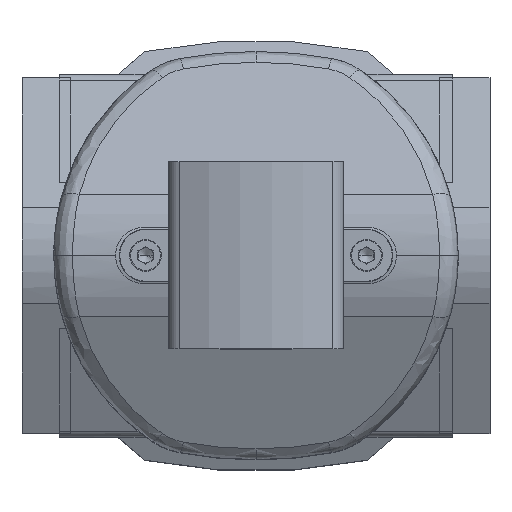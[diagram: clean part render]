
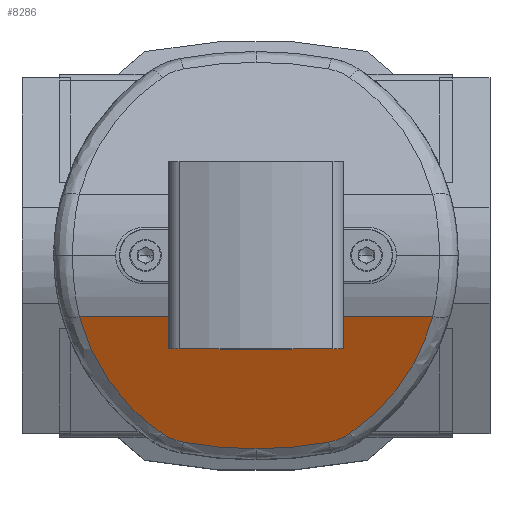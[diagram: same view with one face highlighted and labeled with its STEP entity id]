
A CAD part, top view. The second image highlights one B-rep face of the part: STEP entity #8286.
In plain terms, the highlighted face is planar.
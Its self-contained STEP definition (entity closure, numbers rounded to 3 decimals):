
#277 = LINE ( 'NONE', #10398, #15323 ) ;
#343 = DIRECTION ( 'NONE',  ( 0., 0., 1. ) ) ;
#476 = CARTESIAN_POINT ( 'NONE',  ( 49.845, -19.263, 19.372 ) ) ;
#513 = CARTESIAN_POINT ( 'NONE',  ( 16.3, -3.621, 47.196 ) ) ;
#581 = EDGE_CURVE ( 'NONE', #15085, #4479, #16796, .T. ) ;
#1418 = AXIS2_PLACEMENT_3D ( 'NONE', #6272, #16495, #7733 ) ;
#1758 = CARTESIAN_POINT ( 'NONE',  ( 49.845, -19.263, -19.372 ) ) ;
#1907 = ORIENTED_EDGE ( 'NONE', *, *, #581, .T. ) ;
#2113 = CARTESIAN_POINT ( 'NONE',  ( 49.845, -19.263, 19.372 ) ) ;
#2114 = CARTESIAN_POINT ( 'NONE',  ( 47.511, -18.175, 25.07 ) ) ;
#2307 = EDGE_CURVE ( 'NONE', #11788, #18220, #16684, .T. ) ;
#2426 = CARTESIAN_POINT ( 'NONE',  ( 47.511, -18.175, -25.07 ) ) ;
#2663 = CARTESIAN_POINT ( 'NONE',  ( 51.022, -19.812, 12.978 ) ) ;
#2974 =( BOUNDED_CURVE ( )  B_SPLINE_CURVE ( 3, ( #476, #9373, #10836, #2114 ),
 .UNSPECIFIED., .F., .F. ) 
 B_SPLINE_CURVE_WITH_KNOTS ( ( 4, 4 ),
 ( 0.182, 0.595 ),
 .UNSPECIFIED. ) 
 CURVE ( )  GEOMETRIC_REPRESENTATION_ITEM ( )  RATIONAL_B_SPLINE_CURVE ( ( 1., 0.986, 0.986, 1. ) ) 
 REPRESENTATION_ITEM ( '' )  );
#3135 = VERTEX_POINT ( 'NONE', #13613 ) ;
#4125 = CARTESIAN_POINT ( 'NONE',  ( 51.613, -20.088, 6.502 ) ) ;
#4143 = EDGE_CURVE ( 'NONE', #18220, #6155, #277, .T. ) ;
#4479 = VERTEX_POINT ( 'NONE', #12868 ) ;
#4796 = CARTESIAN_POINT ( 'NONE',  ( 29.177, -9.625, -43.797 ) ) ;
#5357 = CARTESIAN_POINT ( 'NONE',  ( 49.468, -19.087, -21.42 ) ) ;
#5594 = CARTESIAN_POINT ( 'NONE',  ( 16.3, -3.621, 47.196 ) ) ;
#6155 = VERTEX_POINT ( 'NONE', #513 ) ;
#6212 = PLANE ( 'NONE',  #1418 ) ;
#6272 = CARTESIAN_POINT ( 'NONE',  ( 16.3, -3.621, -54. ) ) ;
#6417 = EDGE_LOOP ( 'NONE', ( #12512, #1907, #13608, #12308, #12442, #14836, #15317 ) ) ;
#7089 = EDGE_CURVE ( 'NONE', #4479, #11759, #15955, .T. ) ;
#7548 = CARTESIAN_POINT ( 'NONE',  ( 51.613, -20.088, 0. ) ) ;
#7728 = CARTESIAN_POINT ( 'NONE',  ( 47.511, -18.175, -25.07 ) ) ;
#7733 = DIRECTION ( 'NONE',  ( 0.906, -0.423, 0. ) ) ;
#8286 = ADVANCED_FACE ( 'NONE', ( #18237 ), #6212, .F. ) ;
#8535 = CARTESIAN_POINT ( 'NONE',  ( 47.511, -18.175, 25.07 ) ) ;
#9153 =( BOUNDED_CURVE ( )  B_SPLINE_CURVE ( 3, ( #5594, #14332, #17291, #8535 ),
 .UNSPECIFIED., .F., .F. ) 
 B_SPLINE_CURVE_WITH_KNOTS ( ( 4, 4 ),
 ( 4.97, 5.688 ),
 .UNSPECIFIED. ) 
 CURVE ( )  GEOMETRIC_REPRESENTATION_ITEM ( )  RATIONAL_B_SPLINE_CURVE ( ( 1., 0.958, 0.958, 1. ) ) 
 REPRESENTATION_ITEM ( '' )  );
#9180 = CARTESIAN_POINT ( 'NONE',  ( 49.845, -19.263, -19.372 ) ) ;
#9373 = CARTESIAN_POINT ( 'NONE',  ( 49.468, -19.087, 21.42 ) ) ;
#10398 = CARTESIAN_POINT ( 'NONE',  ( 16.3, -3.621, -54. ) ) ;
#10500 = CARTESIAN_POINT ( 'NONE',  ( 51.022, -19.812, -12.978 ) ) ;
#10645 = CARTESIAN_POINT ( 'NONE',  ( 16.3, -3.621, -47.196 ) ) ;
#10836 = CARTESIAN_POINT ( 'NONE',  ( 48.679, -18.719, 23.347 ) ) ;
#10865 = EDGE_CURVE ( 'NONE', #6155, #3135, #9153, .T. ) ;
#11154 = CARTESIAN_POINT ( 'NONE',  ( 48.679, -18.719, -23.347 ) ) ;
#11706 =( BOUNDED_CURVE ( )  B_SPLINE_CURVE ( 3, ( #2426, #11154, #5357, #15569 ),
 .UNSPECIFIED., .F., .F. ) 
 B_SPLINE_CURVE_WITH_KNOTS ( ( 4, 4 ),
 ( 5.688, 6.101 ),
 .UNSPECIFIED. ) 
 CURVE ( )  GEOMETRIC_REPRESENTATION_ITEM ( )  RATIONAL_B_SPLINE_CURVE ( ( 1., 0.986, 0.986, 1. ) ) 
 REPRESENTATION_ITEM ( '' )  );
#11759 = VERTEX_POINT ( 'NONE', #9180 ) ;
#11785 = EDGE_CURVE ( 'NONE', #15085, #3135, #2974, .T. ) ;
#11788 = VERTEX_POINT ( 'NONE', #15248 ) ;
#12308 = ORIENTED_EDGE ( 'NONE', *, *, #18454, .F. ) ;
#12442 = ORIENTED_EDGE ( 'NONE', *, *, #2307, .T. ) ;
#12512 = ORIENTED_EDGE ( 'NONE', *, *, #11785, .F. ) ;
#12843 = CARTESIAN_POINT ( 'NONE',  ( 49.845, -19.263, 19.372 ) ) ;
#12868 = CARTESIAN_POINT ( 'NONE',  ( 51.613, -20.088, 0. ) ) ;
#13608 = ORIENTED_EDGE ( 'NONE', *, *, #7089, .T. ) ;
#13613 = CARTESIAN_POINT ( 'NONE',  ( 47.511, -18.175, 25.07 ) ) ;
#14326 = CARTESIAN_POINT ( 'NONE',  ( 51.613, -20.088, 0. ) ) ;
#14332 = CARTESIAN_POINT ( 'NONE',  ( 29.177, -9.625, 43.797 ) ) ;
#14836 = ORIENTED_EDGE ( 'NONE', *, *, #4143, .T. ) ;
#15014 = CARTESIAN_POINT ( 'NONE',  ( 40.041, -14.691, -36.095 ) ) ;
#15085 = VERTEX_POINT ( 'NONE', #2113 ) ;
#15248 = CARTESIAN_POINT ( 'NONE',  ( 47.511, -18.175, -25.07 ) ) ;
#15317 = ORIENTED_EDGE ( 'NONE', *, *, #10865, .T. ) ;
#15323 = VECTOR ( 'NONE', #343, 1000. ) ;
#15569 = CARTESIAN_POINT ( 'NONE',  ( 49.845, -19.263, -19.372 ) ) ;
#15955 =( BOUNDED_CURVE ( )  B_SPLINE_CURVE ( 3, ( #7548, #16323, #10500, #1758 ),
 .UNSPECIFIED., .F., .T. ) 
 B_SPLINE_CURVE_WITH_KNOTS ( ( 4, 4 ),
 ( 0., 0.182 ),
 .UNSPECIFIED. ) 
 CURVE ( )  GEOMETRIC_REPRESENTATION_ITEM ( )  RATIONAL_B_SPLINE_CURVE ( ( 1., 0.997, 0.997, 1. ) ) 
 REPRESENTATION_ITEM ( '' )  );
#16323 = CARTESIAN_POINT ( 'NONE',  ( 51.613, -20.088, -6.502 ) ) ;
#16495 = DIRECTION ( 'NONE',  ( -0.423, -0.906, 0. ) ) ;
#16684 =( BOUNDED_CURVE ( )  B_SPLINE_CURVE ( 3, ( #7728, #15014, #4796, #17970 ),
 .UNSPECIFIED., .F., .F. ) 
 B_SPLINE_CURVE_WITH_KNOTS ( ( 4, 4 ),
 ( 0.595, 1.313 ),
 .UNSPECIFIED. ) 
 CURVE ( )  GEOMETRIC_REPRESENTATION_ITEM ( )  RATIONAL_B_SPLINE_CURVE ( ( 1., 0.958, 0.958, 1. ) ) 
 REPRESENTATION_ITEM ( '' )  );
#16796 =( BOUNDED_CURVE ( )  B_SPLINE_CURVE ( 3, ( #12843, #2663, #4125, #14326 ),
 .UNSPECIFIED., .F., .F. ) 
 B_SPLINE_CURVE_WITH_KNOTS ( ( 4, 4 ),
 ( 6.101, 6.283 ),
 .UNSPECIFIED. ) 
 CURVE ( )  GEOMETRIC_REPRESENTATION_ITEM ( )  RATIONAL_B_SPLINE_CURVE ( ( 1., 0.997, 0.997, 1. ) ) 
 REPRESENTATION_ITEM ( '' )  );
#17291 = CARTESIAN_POINT ( 'NONE',  ( 40.041, -14.691, 36.095 ) ) ;
#17970 = CARTESIAN_POINT ( 'NONE',  ( 16.3, -3.621, -47.196 ) ) ;
#18220 = VERTEX_POINT ( 'NONE', #10645 ) ;
#18237 = FACE_OUTER_BOUND ( 'NONE', #6417, .T. ) ;
#18454 = EDGE_CURVE ( 'NONE', #11788, #11759, #11706, .T. ) ;
